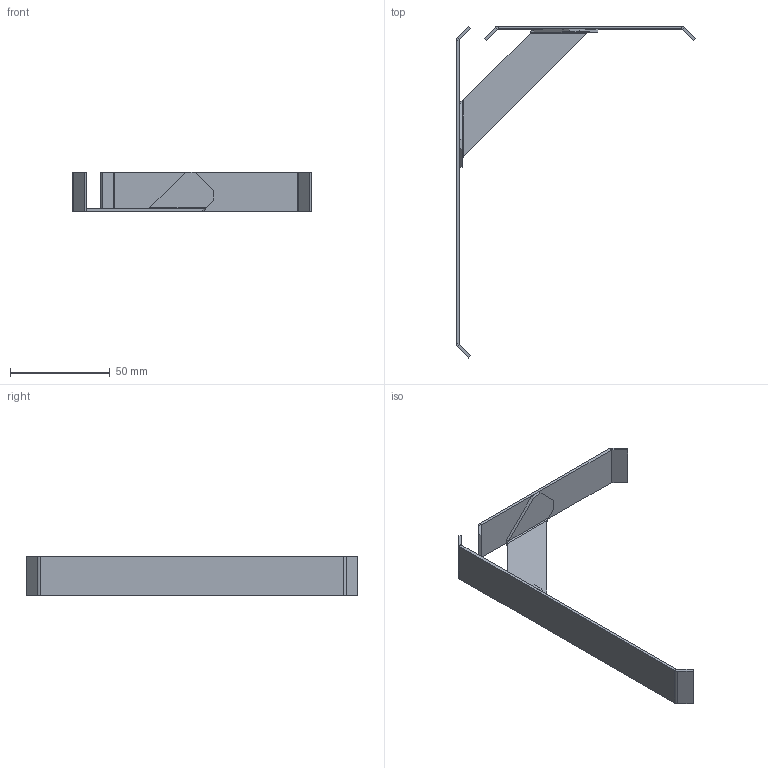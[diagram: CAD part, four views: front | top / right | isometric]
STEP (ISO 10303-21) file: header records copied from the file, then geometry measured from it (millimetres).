
FILE_DESCRIPTION (( 'STEP AP214' ), '1' );
FILE_NAME ('6156207.stp', '2016-10-03T12:16:35', ( '' ), ( '' ), 'SwSTEP 2.0', 'SolidWorks 2016', '' );
FILE_SCHEMA (( 'AUTOMOTIVE_DESIGN' ));
Length unit declared in the file: millimetre
Products named in the file (4): 0001841_Standard; 0001842_Standard; 0001840_Standard; 6156207
Assembly tree (3 placements, depth 2):
  6156207
    0001841_Standard
    0001840_Standard
    0001842_Standard
Bounding box: 120 x 166.5 x 20 mm (x, y, z)
Volume: 11697.1 mm3; surface area: 16936.1 mm2
Topology: 3 solids, 3 shells, 70 faces, 144 edges, 80 vertices
Faces by surface type: plane 54, cylinder 12, bspline 4
Entity records: 2018 total; most frequent: CARTESIAN_POINT 448, DIRECTION 288, ORIENTED_EDGE 288, EDGE_CURVE 144, LINE 112, VECTOR 112, AXIS2_PLACEMENT_3D 88, VERTEX_POINT 80
